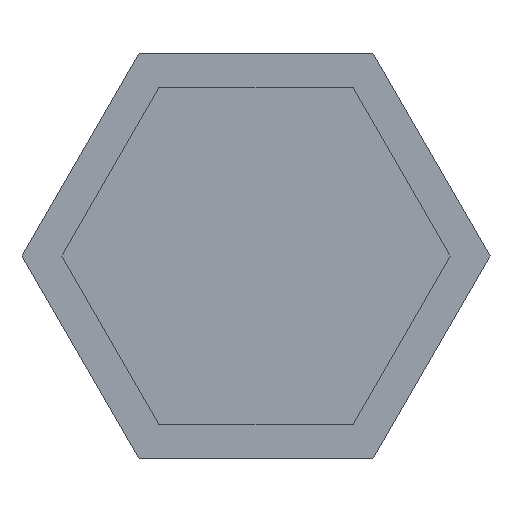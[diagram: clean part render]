
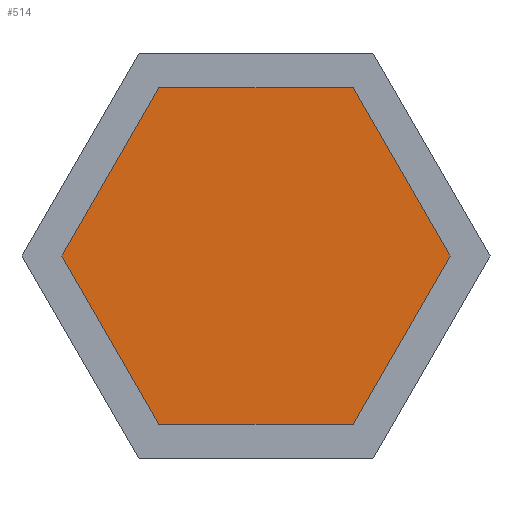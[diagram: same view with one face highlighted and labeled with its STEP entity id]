
A CAD part, front view. The second image highlights one B-rep face of the part: STEP entity #514.
In plain terms, the highlighted planar face has unit normal (0, -1, 0).
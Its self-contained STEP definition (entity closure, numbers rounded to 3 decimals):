
#30=FACE_OUTER_BOUND($,#58,.T.);
#58=EDGE_LOOP($,(#360,#361,#362,#363,#364,#365));
#86=LINE($,#721,#152);
#90=LINE($,#728,#156);
#93=LINE($,#734,#159);
#96=LINE($,#740,#162);
#99=LINE($,#746,#165);
#101=LINE($,#749,#167);
#152=VECTOR($,#581,9.815);
#156=VECTOR($,#587,9.815);
#159=VECTOR($,#592,9.815);
#162=VECTOR($,#597,9.815);
#165=VECTOR($,#602,9.815);
#167=VECTOR($,#606,9.815);
#218=VERTEX_POINT($,#718);
#219=VERTEX_POINT($,#720);
#221=VERTEX_POINT($,#726);
#223=VERTEX_POINT($,#732);
#225=VERTEX_POINT($,#738);
#227=VERTEX_POINT($,#744);
#266=EDGE_CURVE($,#218,#219,#86,.T.);
#270=EDGE_CURVE($,#221,#218,#90,.T.);
#273=EDGE_CURVE($,#223,#221,#93,.T.);
#276=EDGE_CURVE($,#225,#223,#96,.T.);
#279=EDGE_CURVE($,#227,#225,#99,.T.);
#281=EDGE_CURVE($,#219,#227,#101,.T.);
#360=ORIENTED_EDGE($,*,*,#281,.F.);
#361=ORIENTED_EDGE($,*,*,#266,.F.);
#362=ORIENTED_EDGE($,*,*,#270,.F.);
#363=ORIENTED_EDGE($,*,*,#273,.F.);
#364=ORIENTED_EDGE($,*,*,#276,.F.);
#365=ORIENTED_EDGE($,*,*,#279,.F.);
#486=PLANE($,#546);
#514=ADVANCED_FACE($,(#30),#486,.T.);
#546=AXIS2_PLACEMENT_3D($,#750,#607,#608);
#581=DIRECTION($,(0.5,0.,0.866));
#587=DIRECTION($,(-0.5,0.,0.866));
#592=DIRECTION($,(-1.,0.,0.));
#597=DIRECTION($,(-0.5,0.,-0.866));
#602=DIRECTION($,(0.5,0.,-0.866));
#606=DIRECTION($,(1.,0.,0.));
#607=DIRECTION('center_axis',(0.,-1.,0.));
#608=DIRECTION('ref_axis',(0.,0.,-1.));
#718=CARTESIAN_POINT('',(-9.815,22.8,0.));
#720=CARTESIAN_POINT('',(-4.907,22.8,8.5));
#721=CARTESIAN_POINT($,(-9.815,22.8,0.));
#726=CARTESIAN_POINT('',(-4.907,22.8,-8.5));
#728=CARTESIAN_POINT($,(-4.907,22.8,-8.5));
#732=CARTESIAN_POINT('',(4.907,22.8,-8.5));
#734=CARTESIAN_POINT($,(4.907,22.8,-8.5));
#738=CARTESIAN_POINT('',(9.815,22.8,0.));
#740=CARTESIAN_POINT($,(9.815,22.8,0.));
#744=CARTESIAN_POINT('',(4.907,22.8,8.5));
#746=CARTESIAN_POINT($,(4.907,22.8,8.5));
#749=CARTESIAN_POINT($,(-4.907,22.8,8.5));
#750=CARTESIAN_POINT('Origin',(0.,22.8,0.));
